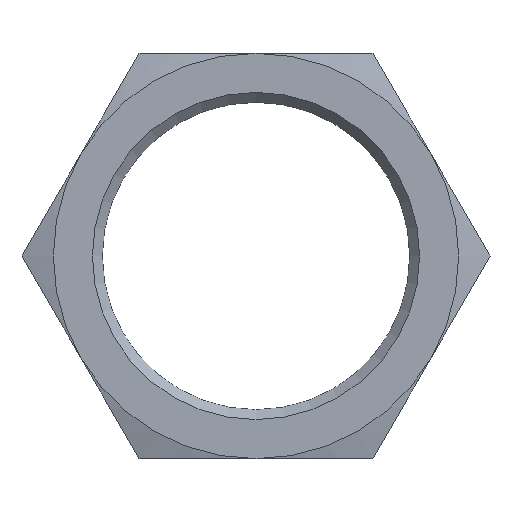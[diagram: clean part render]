
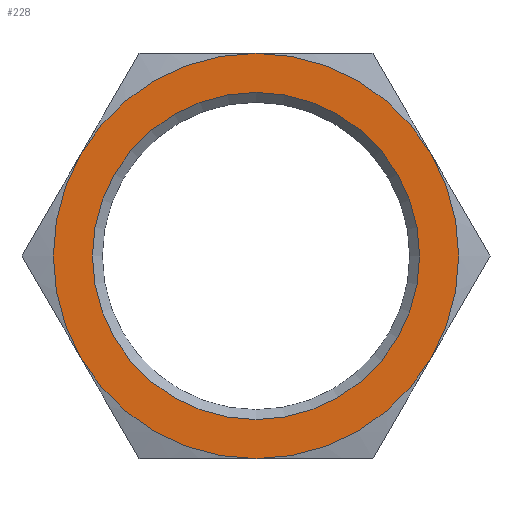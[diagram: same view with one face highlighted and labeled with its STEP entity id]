
A CAD part, left-side view. The second image highlights one B-rep face of the part: STEP entity #228.
In plain terms, the highlighted planar face has unit normal (-1, 0, 0).
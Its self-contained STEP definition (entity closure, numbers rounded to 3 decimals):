
#13 = DIRECTION ( 'NONE',  ( 1., 0., 0. ) ) ;
#16 = CARTESIAN_POINT ( 'NONE',  ( 0., 0., -30. ) ) ;
#24 = VERTEX_POINT ( 'NONE', #685 ) ;
#47 = EDGE_CURVE ( 'NONE', #251, #448, #268, .T. ) ;
#49 = AXIS2_PLACEMENT_3D ( 'NONE', #73, #357, #466 ) ;
#62 = ORIENTED_EDGE ( 'NONE', *, *, #520, .T. ) ;
#64 = CARTESIAN_POINT ( 'NONE',  ( 0., 25.981, -15. ) ) ;
#72 = CARTESIAN_POINT ( 'NONE',  ( 0., 0., 0. ) ) ;
#73 = CARTESIAN_POINT ( 'NONE',  ( 0., 0., 0. ) ) ;
#116 = DIRECTION ( 'NONE',  ( -1., 0., 0. ) ) ;
#122 = DIRECTION ( 'NONE',  ( 1., 0., 0. ) ) ;
#131 = FACE_OUTER_BOUND ( 'NONE', #336, .T. ) ;
#142 = CARTESIAN_POINT ( 'NONE',  ( 0., 0., 0. ) ) ;
#143 = CARTESIAN_POINT ( 'NONE',  ( 0., 0., 0. ) ) ;
#157 = CIRCLE ( 'NONE', #315, 30. ) ;
#164 = EDGE_CURVE ( 'NONE', #364, #364, #616, .T. ) ;
#172 = VERTEX_POINT ( 'NONE', #64 ) ;
#189 = PLANE ( 'NONE',  #561 ) ;
#191 = DIRECTION ( 'NONE',  ( 0., 0., 1. ) ) ;
#205 = FACE_BOUND ( 'NONE', #595, .T. ) ;
#228 = ADVANCED_FACE ( 'NONE', ( #205, #131 ), #189, .F. ) ;
#231 = ORIENTED_EDGE ( 'NONE', *, *, #569, .T. ) ;
#236 = DIRECTION ( 'NONE',  ( 0., 0., -1. ) ) ;
#245 = DIRECTION ( 'NONE',  ( 0., 0., -1. ) ) ;
#247 = CARTESIAN_POINT ( 'NONE',  ( 0., 0., 0. ) ) ;
#249 = DIRECTION ( 'NONE',  ( -1., 0., 0. ) ) ;
#251 = VERTEX_POINT ( 'NONE', #401 ) ;
#252 = DIRECTION ( 'NONE',  ( 0., 0., 1. ) ) ;
#262 = EDGE_CURVE ( 'NONE', #24, #397, #644, .T. ) ;
#264 = ORIENTED_EDGE ( 'NONE', *, *, #719, .T. ) ;
#268 = CIRCLE ( 'NONE', #341, 30. ) ;
#306 = DIRECTION ( 'NONE',  ( 0., 0., 1. ) ) ;
#315 = AXIS2_PLACEMENT_3D ( 'NONE', #143, #656, #665 ) ;
#336 = EDGE_LOOP ( 'NONE', ( #264, #62, #749, #231, #473, #581 ) ) ;
#341 = AXIS2_PLACEMENT_3D ( 'NONE', #457, #116, #514 ) ;
#351 = AXIS2_PLACEMENT_3D ( 'NONE', #718, #604, #191 ) ;
#357 = DIRECTION ( 'NONE',  ( -1., 0., 0. ) ) ;
#364 = VERTEX_POINT ( 'NONE', #479 ) ;
#386 = EDGE_CURVE ( 'NONE', #397, #172, #687, .T. ) ;
#397 = VERTEX_POINT ( 'NONE', #555 ) ;
#401 = CARTESIAN_POINT ( 'NONE',  ( 0., -25.981, -15. ) ) ;
#433 = CARTESIAN_POINT ( 'NONE',  ( 0., -25.981, 15. ) ) ;
#448 = VERTEX_POINT ( 'NONE', #433 ) ;
#457 = CARTESIAN_POINT ( 'NONE',  ( 0., 0., 0. ) ) ;
#466 = DIRECTION ( 'NONE',  ( 0., 0., 1. ) ) ;
#473 = ORIENTED_EDGE ( 'NONE', *, *, #262, .T. ) ;
#479 = CARTESIAN_POINT ( 'NONE',  ( 0., 0., -24.215 ) ) ;
#488 = AXIS2_PLACEMENT_3D ( 'NONE', #142, #249, #306 ) ;
#491 = AXIS2_PLACEMENT_3D ( 'NONE', #247, #13, #245 ) ;
#514 = DIRECTION ( 'NONE',  ( 0., 0., 1. ) ) ;
#520 = EDGE_CURVE ( 'NONE', #526, #251, #642, .T. ) ;
#524 = CARTESIAN_POINT ( 'NONE',  ( 0., 51.962, 30. ) ) ;
#526 = VERTEX_POINT ( 'NONE', #16 ) ;
#539 = DIRECTION ( 'NONE',  ( -1., 0., 0. ) ) ;
#555 = CARTESIAN_POINT ( 'NONE',  ( 0., 25.981, 15. ) ) ;
#561 = AXIS2_PLACEMENT_3D ( 'NONE', #524, #122, #236 ) ;
#569 = EDGE_CURVE ( 'NONE', #448, #24, #717, .T. ) ;
#581 = ORIENTED_EDGE ( 'NONE', *, *, #386, .T. ) ;
#589 = ORIENTED_EDGE ( 'NONE', *, *, #164, .T. ) ;
#595 = EDGE_LOOP ( 'NONE', ( #589 ) ) ;
#604 = DIRECTION ( 'NONE',  ( -1., 0., 0. ) ) ;
#616 = CIRCLE ( 'NONE', #491, 24.215 ) ;
#642 = CIRCLE ( 'NONE', #351, 30. ) ;
#644 = CIRCLE ( 'NONE', #49, 30. ) ;
#656 = DIRECTION ( 'NONE',  ( -1., 0., 0. ) ) ;
#665 = DIRECTION ( 'NONE',  ( 0., 0., 1. ) ) ;
#685 = CARTESIAN_POINT ( 'NONE',  ( 0., 0., 30. ) ) ;
#687 = CIRCLE ( 'NONE', #488, 30. ) ;
#717 = CIRCLE ( 'NONE', #726, 30. ) ;
#718 = CARTESIAN_POINT ( 'NONE',  ( 0., 0., 0. ) ) ;
#719 = EDGE_CURVE ( 'NONE', #172, #526, #157, .T. ) ;
#726 = AXIS2_PLACEMENT_3D ( 'NONE', #72, #539, #252 ) ;
#749 = ORIENTED_EDGE ( 'NONE', *, *, #47, .T. ) ;
